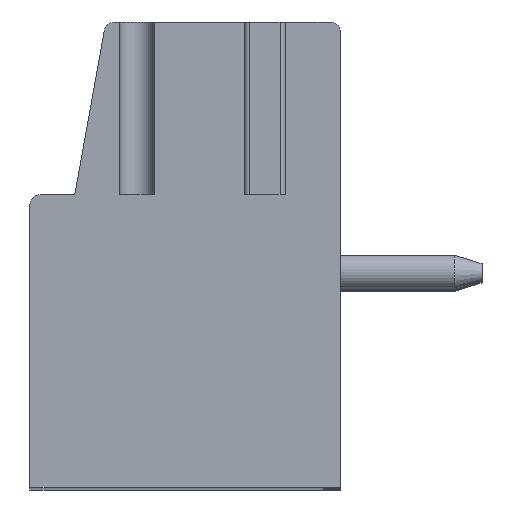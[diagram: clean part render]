
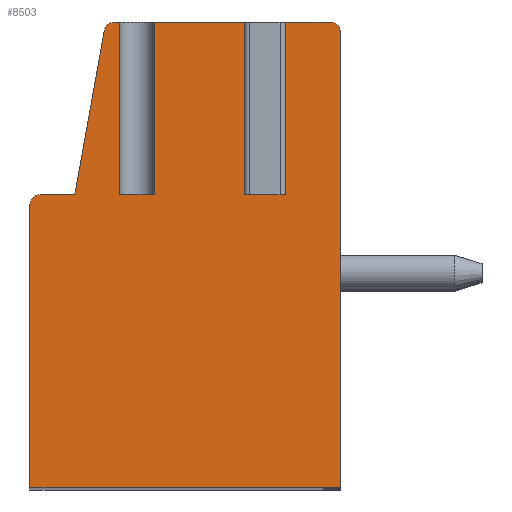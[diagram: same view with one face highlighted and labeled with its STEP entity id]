
A CAD part, top view. The second image highlights one B-rep face of the part: STEP entity #8503.
In plain terms, the highlighted planar face has unit normal (0, 0, 1).
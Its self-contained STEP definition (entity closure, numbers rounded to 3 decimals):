
#52=DIRECTION('',(1.,0.,0.));
#53=VECTOR('',#52,1.);
#54=CARTESIAN_POINT('',(-1.9,3.36,32.5));
#55=LINE('',#54,#53);
#56=DIRECTION('',(0.,1.,0.));
#57=VECTOR('',#56,5.);
#58=CARTESIAN_POINT('',(-0.9,3.36,32.5));
#59=LINE('',#58,#57);
#60=DIRECTION('',(-1.,0.,0.));
#61=VECTOR('',#60,2.8);
#62=CARTESIAN_POINT('',(1.9,8.36,32.5));
#63=LINE('',#62,#61);
#64=DIRECTION('',(0.,1.,0.));
#65=VECTOR('',#64,5.);
#66=CARTESIAN_POINT('',(1.9,3.36,32.5));
#67=LINE('',#66,#65);
#68=DIRECTION('',(1.,0.,0.));
#69=VECTOR('',#68,0.8);
#70=CARTESIAN_POINT('',(1.9,3.36,32.5));
#71=LINE('',#70,#69);
#72=DIRECTION('',(0.,1.,0.));
#73=VECTOR('',#72,5.);
#74=CARTESIAN_POINT('',(2.7,3.36,32.5));
#75=LINE('',#74,#73);
#76=DIRECTION('',(-1.,0.,0.));
#77=VECTOR('',#76,1.5);
#78=CARTESIAN_POINT('',(4.2,8.36,32.5));
#79=LINE('',#78,#77);
#80=CARTESIAN_POINT('',(4.2,8.06,32.5));
#81=DIRECTION('',(0.,0.,1.));
#82=DIRECTION('',(1.,0.,0.));
#83=AXIS2_PLACEMENT_3D('',#80,#81,#82);
#85=DIRECTION('',(0.,1.,0.));
#86=VECTOR('',#85,13.2);
#87=CARTESIAN_POINT('',(4.5,-5.14,32.5));
#88=LINE('',#87,#86);
#89=DIRECTION('',(1.,0.,0.));
#90=VECTOR('',#89,9.);
#91=CARTESIAN_POINT('',(-4.5,-5.14,32.5));
#92=LINE('',#91,#90);
#93=DIRECTION('',(0.,-1.,0.));
#94=VECTOR('',#93,8.2);
#95=CARTESIAN_POINT('',(-4.5,3.06,32.5));
#96=LINE('',#95,#94);
#97=CARTESIAN_POINT('',(-4.2,3.06,32.5));
#98=DIRECTION('',(0.,0.,1.));
#99=DIRECTION('',(0.,1.,0.));
#100=AXIS2_PLACEMENT_3D('',#97,#98,#99);
#102=DIRECTION('',(-1.,0.,0.));
#103=VECTOR('',#102,1.);
#104=CARTESIAN_POINT('',(-3.2,3.36,32.5));
#105=LINE('',#104,#103);
#106=DIRECTION('',(-0.177,-0.984,0.));
#107=VECTOR('',#106,4.829);
#108=CARTESIAN_POINT('',(-2.345,8.113,32.5));
#109=LINE('',#108,#107);
#110=CARTESIAN_POINT('',(-2.05,8.06,32.5));
#111=DIRECTION('',(0.,0.,1.));
#112=DIRECTION('',(0.,1.,0.));
#113=AXIS2_PLACEMENT_3D('',#110,#111,#112);
#115=DIRECTION('',(-1.,0.,0.));
#116=VECTOR('',#115,0.15);
#117=CARTESIAN_POINT('',(-1.9,8.36,32.5));
#118=LINE('',#117,#116);
#119=DIRECTION('',(0.,1.,0.));
#120=VECTOR('',#119,5.);
#121=CARTESIAN_POINT('',(-1.9,3.36,32.5));
#122=LINE('',#121,#120);
#6593=CARTESIAN_POINT('',(4.5,-5.14,32.5));
#6594=CARTESIAN_POINT('',(4.5,8.06,32.5));
#6595=VERTEX_POINT('',#6593);
#6596=VERTEX_POINT('',#6594);
#6597=CARTESIAN_POINT('',(4.2,8.36,32.5));
#6598=VERTEX_POINT('',#6597);
#6599=CARTESIAN_POINT('',(-2.05,8.36,32.5));
#6600=CARTESIAN_POINT('',(-2.345,8.113,32.5));
#6601=VERTEX_POINT('',#6599);
#6602=VERTEX_POINT('',#6600);
#6603=CARTESIAN_POINT('',(-3.2,3.36,32.5));
#6604=VERTEX_POINT('',#6603);
#6605=CARTESIAN_POINT('',(-4.2,3.36,32.5));
#6606=VERTEX_POINT('',#6605);
#6607=CARTESIAN_POINT('',(-4.5,3.06,32.5));
#6608=VERTEX_POINT('',#6607);
#6609=CARTESIAN_POINT('',(-4.5,-5.14,32.5));
#6610=VERTEX_POINT('',#6609);
#6898=CARTESIAN_POINT('',(1.9,3.36,32.5));
#6899=CARTESIAN_POINT('',(2.7,3.36,32.5));
#6900=VERTEX_POINT('',#6898);
#6901=VERTEX_POINT('',#6899);
#6902=CARTESIAN_POINT('',(2.7,8.36,32.5));
#6903=VERTEX_POINT('',#6902);
#6904=CARTESIAN_POINT('',(1.9,8.36,32.5));
#6905=VERTEX_POINT('',#6904);
#6926=CARTESIAN_POINT('',(-1.9,3.36,32.5));
#6927=CARTESIAN_POINT('',(-0.9,3.36,32.5));
#6928=VERTEX_POINT('',#6926);
#6929=VERTEX_POINT('',#6927);
#6930=CARTESIAN_POINT('',(-0.9,8.36,32.5));
#6931=VERTEX_POINT('',#6930);
#6932=CARTESIAN_POINT('',(-1.9,8.36,32.5));
#6933=VERTEX_POINT('',#6932);
#8462=CARTESIAN_POINT('',(0.,0.,32.5));
#8463=DIRECTION('',(0.,0.,1.));
#8464=DIRECTION('',(1.,0.,0.));
#8465=AXIS2_PLACEMENT_3D('',#8462,#8463,#8464);
#8466=PLANE('',#8465);
#8468=ORIENTED_EDGE('',*,*,#8467,.T.);
#8470=ORIENTED_EDGE('',*,*,#8469,.T.);
#8472=ORIENTED_EDGE('',*,*,#8471,.F.);
#8474=ORIENTED_EDGE('',*,*,#8473,.F.);
#8476=ORIENTED_EDGE('',*,*,#8475,.T.);
#8478=ORIENTED_EDGE('',*,*,#8477,.T.);
#8480=ORIENTED_EDGE('',*,*,#8479,.F.);
#8482=ORIENTED_EDGE('',*,*,#8481,.F.);
#8484=ORIENTED_EDGE('',*,*,#8483,.F.);
#8486=ORIENTED_EDGE('',*,*,#8485,.F.);
#8488=ORIENTED_EDGE('',*,*,#8487,.F.);
#8490=ORIENTED_EDGE('',*,*,#8489,.F.);
#8492=ORIENTED_EDGE('',*,*,#8491,.F.);
#8494=ORIENTED_EDGE('',*,*,#8493,.F.);
#8496=ORIENTED_EDGE('',*,*,#8495,.F.);
#8498=ORIENTED_EDGE('',*,*,#8497,.F.);
#8500=ORIENTED_EDGE('',*,*,#8499,.F.);
#8501=EDGE_LOOP('',(#8468,#8470,#8472,#8474,#8476,#8478,#8480,#8482,#8484,#8486,
#8488,#8490,#8492,#8494,#8496,#8498,#8500));
#8502=FACE_OUTER_BOUND('',#8501,.F.);
#84=CIRCLE('',#83,0.3);
#101=CIRCLE('',#100,0.3);
#114=CIRCLE('',#113,0.3);
#8467=EDGE_CURVE('',#6928,#6929,#55,.T.);
#8469=EDGE_CURVE('',#6929,#6931,#59,.T.);
#8471=EDGE_CURVE('',#6905,#6931,#63,.T.);
#8473=EDGE_CURVE('',#6900,#6905,#67,.T.);
#8475=EDGE_CURVE('',#6900,#6901,#71,.T.);
#8477=EDGE_CURVE('',#6901,#6903,#75,.T.);
#8479=EDGE_CURVE('',#6598,#6903,#79,.T.);
#8481=EDGE_CURVE('',#6596,#6598,#84,.T.);
#8483=EDGE_CURVE('',#6595,#6596,#88,.T.);
#8485=EDGE_CURVE('',#6610,#6595,#92,.T.);
#8487=EDGE_CURVE('',#6608,#6610,#96,.T.);
#8489=EDGE_CURVE('',#6606,#6608,#101,.T.);
#8491=EDGE_CURVE('',#6604,#6606,#105,.T.);
#8493=EDGE_CURVE('',#6602,#6604,#109,.T.);
#8495=EDGE_CURVE('',#6601,#6602,#114,.T.);
#8497=EDGE_CURVE('',#6933,#6601,#118,.T.);
#8499=EDGE_CURVE('',#6928,#6933,#122,.T.);
#8503=ADVANCED_FACE('',(#8502),#8466,.T.);
